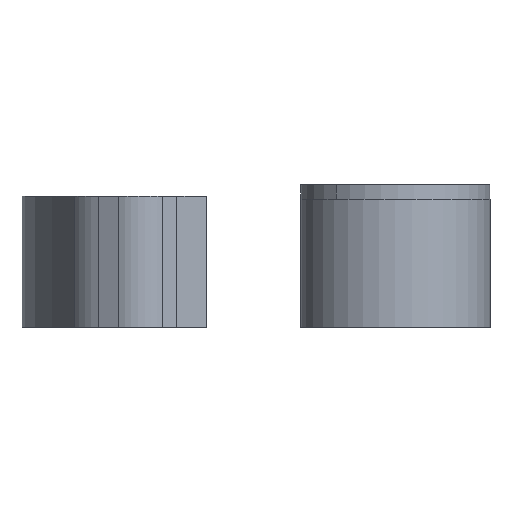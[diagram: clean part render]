
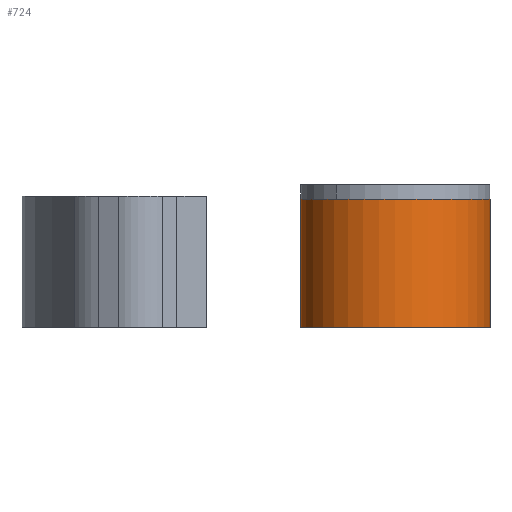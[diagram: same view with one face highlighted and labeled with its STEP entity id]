
A CAD part, front view. The second image highlights one B-rep face of the part: STEP entity #724.
In plain terms, the highlighted cylindrical face has radius 13 mm (diameter 26 mm), a partial arc.
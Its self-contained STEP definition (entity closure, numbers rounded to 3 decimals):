
#9 = CIRCLE ( 'NONE', #990, 13. ) ;
#34 = CYLINDRICAL_SURFACE ( 'NONE', #2672, 13. ) ;
#46 = LINE ( 'NONE', #1693, #914 ) ;
#79 = ORIENTED_EDGE ( 'NONE', *, *, #2224, .T. ) ;
#218 = ORIENTED_EDGE ( 'NONE', *, *, #3181, .F. ) ;
#412 = CARTESIAN_POINT ( 'NONE',  ( 0., 16., 0. ) ) ;
#499 = ORIENTED_EDGE ( 'NONE', *, *, #1176, .T. ) ;
#575 = ORIENTED_EDGE ( 'NONE', *, *, #2744, .F. ) ;
#585 = VERTEX_POINT ( 'NONE', #2168 ) ;
#656 = CARTESIAN_POINT ( 'NONE',  ( 13., -4., 0. ) ) ;
#724 = ADVANCED_FACE ( 'NONE', ( #3001 ), #34, .T. ) ;
#887 = AXIS2_PLACEMENT_3D ( 'NONE', #412, #2644, #1676 ) ;
#914 = VECTOR ( 'NONE', #2728, 1000. ) ;
#977 = CARTESIAN_POINT ( 'NONE',  ( 13., 16., 0. ) ) ;
#979 = DIRECTION ( 'NONE',  ( 0., 1., 0. ) ) ;
#990 = AXIS2_PLACEMENT_3D ( 'NONE', #1963, #979, #2963 ) ;
#1073 = CARTESIAN_POINT ( 'NONE',  ( -13., -1.585, 0. ) ) ;
#1176 = EDGE_CURVE ( 'NONE', #2957, #2075, #9, .T. ) ;
#1503 = DIRECTION ( 'NONE',  ( 0., 1., 0. ) ) ;
#1676 = DIRECTION ( 'NONE',  ( -1., 0., 0. ) ) ;
#1693 = CARTESIAN_POINT ( 'NONE',  ( -13., -4., 0. ) ) ;
#1963 = CARTESIAN_POINT ( 'NONE',  ( 0., -1.585, 0. ) ) ;
#1964 = VECTOR ( 'NONE', #3157, 1000. ) ;
#2002 = DIRECTION ( 'NONE',  ( -1., 0., 0. ) ) ;
#2075 = VERTEX_POINT ( 'NONE', #2944 ) ;
#2081 = CIRCLE ( 'NONE', #887, 13. ) ;
#2168 = CARTESIAN_POINT ( 'NONE',  ( -13., 16., 0. ) ) ;
#2224 = EDGE_CURVE ( 'NONE', #2075, #2777, #2378, .T. ) ;
#2378 = LINE ( 'NONE', #656, #1964 ) ;
#2644 = DIRECTION ( 'NONE',  ( 0., 1., 0. ) ) ;
#2672 = AXIS2_PLACEMENT_3D ( 'NONE', #2950, #1503, #2002 ) ;
#2728 = DIRECTION ( 'NONE',  ( 0., 1., 0. ) ) ;
#2744 = EDGE_CURVE ( 'NONE', #2957, #585, #46, .T. ) ;
#2777 = VERTEX_POINT ( 'NONE', #977 ) ;
#2944 = CARTESIAN_POINT ( 'NONE',  ( 13., -1.585, 0. ) ) ;
#2950 = CARTESIAN_POINT ( 'NONE',  ( 0., 18., 0. ) ) ;
#2957 = VERTEX_POINT ( 'NONE', #1073 ) ;
#2963 = DIRECTION ( 'NONE',  ( -1., 0., 0. ) ) ;
#3001 = FACE_OUTER_BOUND ( 'NONE', #3048, .T. ) ;
#3048 = EDGE_LOOP ( 'NONE', ( #79, #218, #575, #499 ) ) ;
#3157 = DIRECTION ( 'NONE',  ( 0., 1., 0. ) ) ;
#3181 = EDGE_CURVE ( 'NONE', #585, #2777, #2081, .T. ) ;
